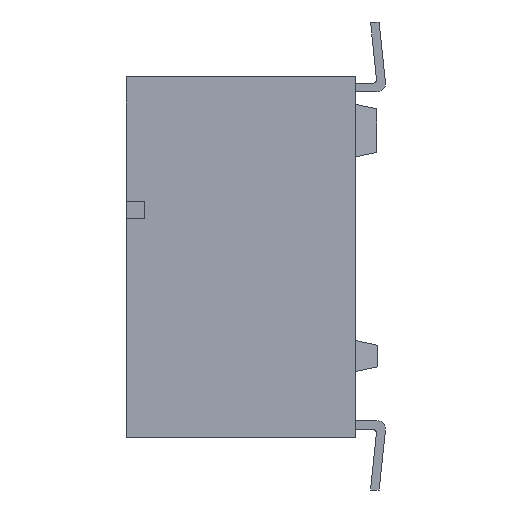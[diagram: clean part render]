
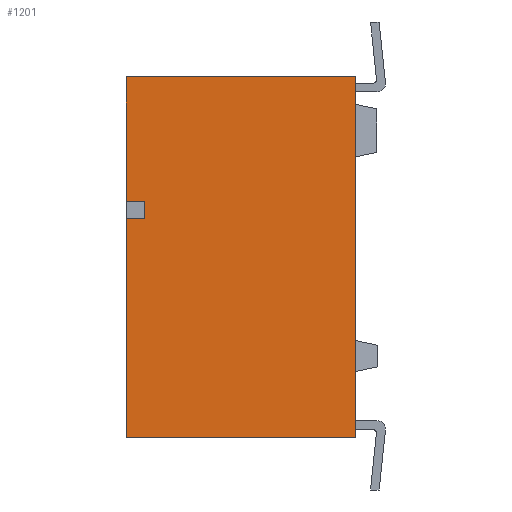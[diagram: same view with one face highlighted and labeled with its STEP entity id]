
A CAD part, left-side view. The second image highlights one B-rep face of the part: STEP entity #1201.
In plain terms, the highlighted planar face has unit normal (-1, 0, 0).
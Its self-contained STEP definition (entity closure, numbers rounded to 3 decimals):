
#1201=ADVANCED_FACE( '', ( #2336 ), #2337, .F. );
#2120=DIRECTION( '', ( 0., 0., 1. ) );
#2121=DIRECTION( '', ( 1., 0., 0. ) );
#2123=DIRECTION( '', ( 0., 0., -1. ) );
#2336=FACE_OUTER_BOUND( '', #3802, .T. );
#2337=PLANE( '', #3803 );
#3802=EDGE_LOOP( '', ( #5814, #5815, #5816, #5817, #5818, #5819, #5820, #5821 ) );
#3803=AXIS2_PLACEMENT_3D( '', #5822, #2121, #2123 );
#5248=DIRECTION( '', ( 0., -1., 0. ) );
#5814=ORIENTED_EDGE( '', *, *, #12227, .T. );
#5815=ORIENTED_EDGE( '', *, *, #12228, .F. );
#5816=ORIENTED_EDGE( '', *, *, #12229, .F. );
#5817=ORIENTED_EDGE( '', *, *, #12230, .F. );
#5818=ORIENTED_EDGE( '', *, *, #12231, .F. );
#5819=ORIENTED_EDGE( '', *, *, #12232, .F. );
#5820=ORIENTED_EDGE( '', *, *, #12233, .F. );
#5821=ORIENTED_EDGE( '', *, *, #12234, .F. );
#5822=CARTESIAN_POINT( '', ( -7.58, 0., 0. ) );
#8221=CARTESIAN_POINT( '', ( -7.58, 4.91, 0.9 ) );
#12227=EDGE_CURVE( '', #15706, #15707, #15708, .T. );
#12228=EDGE_CURVE( '', #15709, #15707, #15710, .T. );
#12229=EDGE_CURVE( '', #15711, #15709, #15712, .T. );
#12230=EDGE_CURVE( '', #15713, #15711, #15714, .T. );
#12231=EDGE_CURVE( '', #15715, #15713, #15716, .T. );
#12232=EDGE_CURVE( '', #15717, #15715, #15710, .T. );
#12233=EDGE_CURVE( '', #15718, #15717, #15719, .T. );
#12234=EDGE_CURVE( '', #15706, #15718, #15720, .T. );
#15706=VERTEX_POINT( '', #8221 );
#15707=VERTEX_POINT( '', #19727 );
#15708=LINE( '', #8221, #18928 );
#15709=VERTEX_POINT( '', #19728 );
#15710=LINE( '', #19728, #18953 );
#15711=VERTEX_POINT( '', #19729 );
#15712=LINE( '', #19730, #18928 );
#15713=VERTEX_POINT( '', #19731 );
#15714=LINE( '', #19732, #18964 );
#15715=VERTEX_POINT( '', #19733 );
#15716=LINE( '', #19734, #18925 );
#15717=VERTEX_POINT( '', #19735 );
#15718=VERTEX_POINT( '', #19736 );
#15719=LINE( '', #19736, #18928 );
#15720=LINE( '', #19737, #18953 );
#18925=VECTOR( '', #5248, 1000. );
#18928=VECTOR( '', #21961, 1000. );
#18953=VECTOR( '', #2120, 1000. );
#18964=VECTOR( '', #2123, 1000. );
#19727=CARTESIAN_POINT( '', ( -7.58, 5.33, 0.9 ) );
#19728=CARTESIAN_POINT( '', ( -7.58, 5.33, -4.2 ) );
#19729=CARTESIAN_POINT( '', ( -7.58, 0., -4.2 ) );
#19730=CARTESIAN_POINT( '', ( -7.58, 5.07, -4.2 ) );
#19731=CARTESIAN_POINT( '', ( -7.58, 0., 4.2 ) );
#19732=CARTESIAN_POINT( '', ( -7.58, 0., -2.66 ) );
#19733=CARTESIAN_POINT( '', ( -7.58, 5.33, 4.2 ) );
#19734=CARTESIAN_POINT( '', ( -7.58, 2.95, 4.2 ) );
#19735=CARTESIAN_POINT( '', ( -7.58, 5.33, 1.3 ) );
#19736=CARTESIAN_POINT( '', ( -7.58, 4.91, 1.3 ) );
#19737=CARTESIAN_POINT( '', ( -7.58, 4.91, -2.5 ) );
#21961=DIRECTION( '', ( 0., 1., 0. ) );
